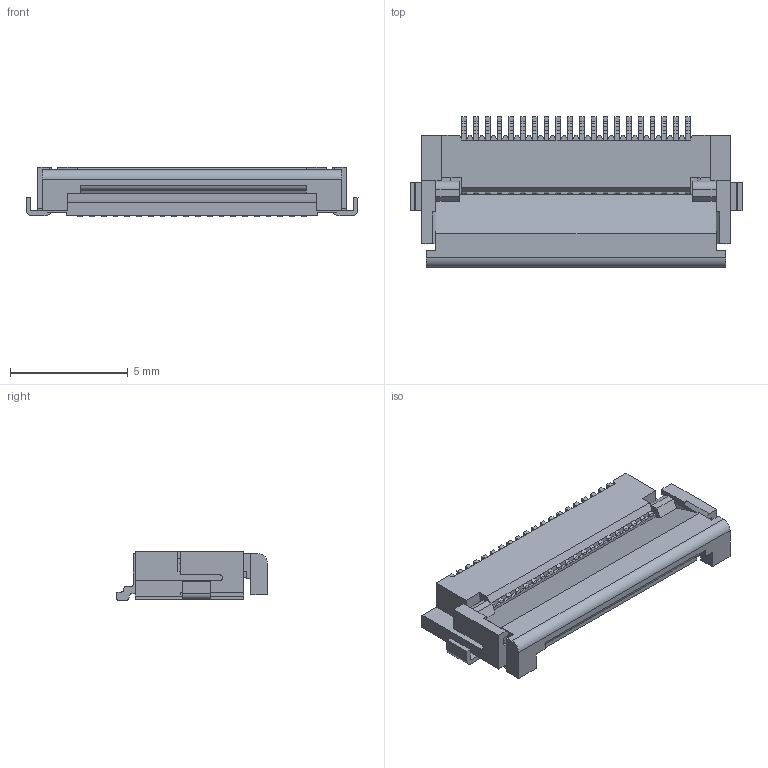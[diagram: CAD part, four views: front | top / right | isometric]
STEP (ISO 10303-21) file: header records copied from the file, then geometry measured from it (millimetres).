
FILE_DESCRIPTION(/* description */ (''),/* implementation_level */ '2;1');
FILE_NAME(/* name */ 'ZIF.step',/* time_stamp */ '2021-06-22T17:02:56+03:00',/* author */ (''),/* organization */ (''),/* preprocessor_version */ 'ST-DEVELOPER v18.1',/* originating_system */ 'Autodesk Translation Framework v10.9.0.1377',/* authorisation */ '');
FILE_SCHEMA (('AUTOMOTIVE_DESIGN { 1 0 10303 214 3 1 1 }'));
Length unit declared in the file: millimetre
Products named in the file (2): FH12-20S-0.5SH; FH12-20S-0.5SH_Èª
Assembly tree (1 placements, depth 2):
  FH12-20S-0.5SH
    FH12-20S-0.5SH_Èª
Bounding box: 14.1 x 6.4 x 2.1 mm (x, y, z)
Volume: 106.9 mm3; surface area: 377.5 mm2
Topology: 1 solids, 1 shells, 786 faces, 2276 edges, 1486 vertices
Faces by surface type: plane 648, cylinder 138
Entity records: 25831 total; most frequent: ORIENTED_EDGE 4552, CARTESIAN_POINT 4551, DIRECTION 4132, EDGE_CURVE 2276, LINE 1998, VECTOR 1998, VERTEX_POINT 1486, AXIS2_PLACEMENT_3D 1067
